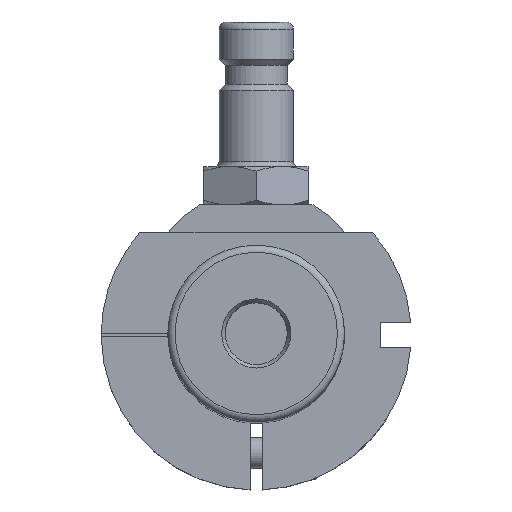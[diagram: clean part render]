
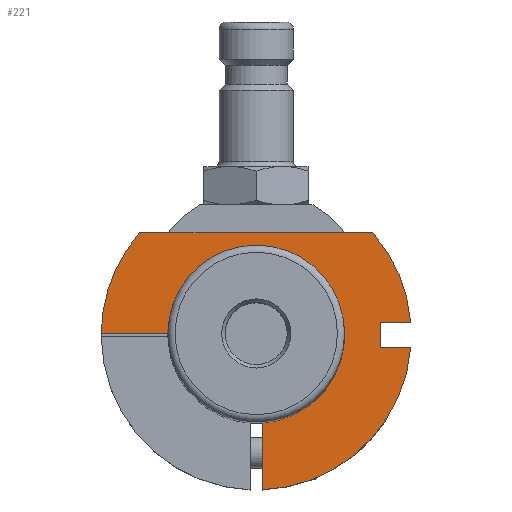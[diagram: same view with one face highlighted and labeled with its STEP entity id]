
A CAD part, top view. The second image highlights one B-rep face of the part: STEP entity #221.
In plain terms, the highlighted planar face has unit normal (0, 0, 1).
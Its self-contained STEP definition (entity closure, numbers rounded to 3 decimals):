
#157=FACE_OUTER_BOUND('',#438,.T.);
#221=ADVANCED_FACE('',(#157),#315,.T.);
#315=PLANE('',#1487);
#438=EDGE_LOOP('',(#657,#658,#659,#660,#661,#662,#663,#664,#665,#666));
#564=CIRCLE('',#1472,25.);
#572=CIRCLE('',#1483,25.);
#573=CIRCLE('',#1485,14.25);
#574=CIRCLE('',#1486,25.);
#657=ORIENTED_EDGE('',*,*,#1146,.T.);
#658=ORIENTED_EDGE('',*,*,#1147,.F.);
#659=ORIENTED_EDGE('',*,*,#1148,.F.);
#660=ORIENTED_EDGE('',*,*,#1149,.F.);
#661=ORIENTED_EDGE('',*,*,#1150,.T.);
#662=ORIENTED_EDGE('',*,*,#1151,.F.);
#663=ORIENTED_EDGE('',*,*,#1152,.F.);
#664=ORIENTED_EDGE('',*,*,#1144,.F.);
#665=ORIENTED_EDGE('',*,*,#1153,.T.);
#666=ORIENTED_EDGE('',*,*,#1127,.F.);
#1000=VERTEX_POINT('',#2063);
#1001=VERTEX_POINT('',#2065);
#1015=VERTEX_POINT('',#2098);
#1016=VERTEX_POINT('',#2100);
#1017=VERTEX_POINT('',#2104);
#1018=VERTEX_POINT('',#2106);
#1019=VERTEX_POINT('',#2108);
#1020=VERTEX_POINT('',#2110);
#1021=VERTEX_POINT('',#2112);
#1022=VERTEX_POINT('',#2114);
#1127=EDGE_CURVE('',#1000,#1001,#564,.T.);
#1144=EDGE_CURVE('',#1015,#1016,#572,.T.);
#1146=EDGE_CURVE('',#1000,#1017,#1316,.T.);
#1147=EDGE_CURVE('',#1018,#1017,#573,.T.);
#1148=EDGE_CURVE('',#1019,#1018,#1317,.T.);
#1149=EDGE_CURVE('',#1020,#1019,#574,.T.);
#1150=EDGE_CURVE('',#1020,#1021,#1318,.T.);
#1151=EDGE_CURVE('',#1022,#1021,#1319,.T.);
#1152=EDGE_CURVE('',#1016,#1022,#1320,.T.);
#1153=EDGE_CURVE('',#1015,#1001,#1321,.T.);
#1316=LINE('',#2103,#1399);
#1317=LINE('',#2107,#1400);
#1318=LINE('',#2111,#1401);
#1319=LINE('',#2113,#1402);
#1320=LINE('',#2115,#1403);
#1321=LINE('',#2116,#1404);
#1399=VECTOR('',#1683,1.);
#1400=VECTOR('',#1686,1.);
#1401=VECTOR('',#1689,1.);
#1402=VECTOR('',#1690,1.);
#1403=VECTOR('',#1691,1.);
#1404=VECTOR('',#1692,1.);
#1472=AXIS2_PLACEMENT_3D('',#2064,#1647,#1648);
#1483=AXIS2_PLACEMENT_3D('',#2099,#1678,#1679);
#1485=AXIS2_PLACEMENT_3D('',#2105,#1684,#1685);
#1486=AXIS2_PLACEMENT_3D('',#2109,#1687,#1688);
#1487=AXIS2_PLACEMENT_3D('',#2117,#1693,#1694);
#1647=DIRECTION('',(0.,0.,-1.));
#1648=DIRECTION('',(0.,1.,0.));
#1678=DIRECTION('',(0.,0.,-1.));
#1679=DIRECTION('',(0.,1.,0.));
#1683=DIRECTION('',(1.,0.,0.));
#1684=DIRECTION('',(0.,0.,1.));
#1685=DIRECTION('',(0.,-1.,0.));
#1686=DIRECTION('',(0.,1.,0.));
#1687=DIRECTION('',(0.,0.,-1.));
#1688=DIRECTION('',(0.,1.,0.));
#1689=DIRECTION('',(-1.,0.,0.));
#1690=DIRECTION('',(0.,-1.,0.));
#1691=DIRECTION('',(-1.,0.,0.));
#1692=DIRECTION('',(-1.,0.,0.));
#1693=DIRECTION('',(0.,0.,1.));
#1694=DIRECTION('',(0.,-1.,0.));
#2063=CARTESIAN_POINT('',(-24.999,0.25,0.));
#2064=CARTESIAN_POINT('',(0.,0.,0.));
#2065=CARTESIAN_POINT('',(-18.782,16.5,0.));
#2098=CARTESIAN_POINT('',(18.782,16.5,0.));
#2099=CARTESIAN_POINT('',(0.,0.,0.));
#2100=CARTESIAN_POINT('',(24.919,2.01,0.));
#2103=CARTESIAN_POINT('',(-25.,0.25,0.));
#2104=CARTESIAN_POINT('',(-14.248,0.25,0.));
#2105=CARTESIAN_POINT('',(0.,0.,0.));
#2106=CARTESIAN_POINT('',(1.,-14.215,0.));
#2107=CARTESIAN_POINT('',(1.,-39.5,0.));
#2108=CARTESIAN_POINT('',(1.,-24.98,0.));
#2109=CARTESIAN_POINT('',(0.,0.,0.));
#2110=CARTESIAN_POINT('',(24.919,-2.01,0.));
#2111=CARTESIAN_POINT('',(40.,-2.01,0.));
#2112=CARTESIAN_POINT('',(20.,-2.01,0.));
#2113=CARTESIAN_POINT('',(20.,2.01,0.));
#2114=CARTESIAN_POINT('',(20.,2.01,0.));
#2115=CARTESIAN_POINT('',(40.,2.01,0.));
#2116=CARTESIAN_POINT('',(0.,16.5,0.));
#2117=CARTESIAN_POINT('',(0.,0.,0.));
